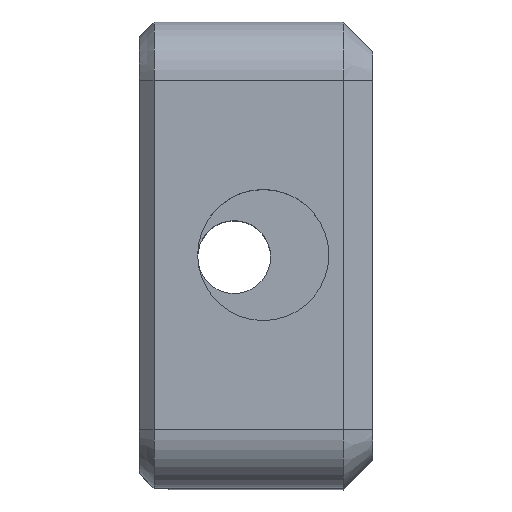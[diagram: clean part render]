
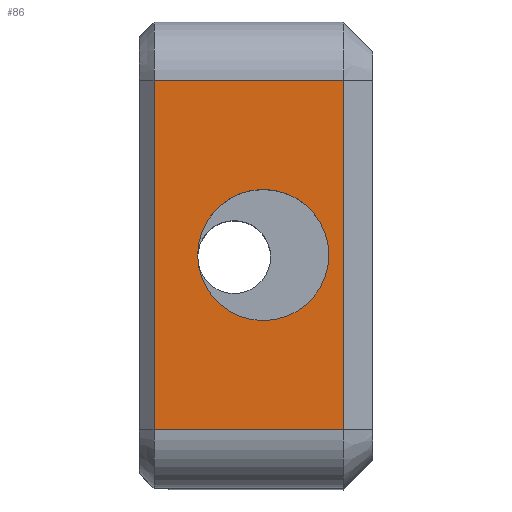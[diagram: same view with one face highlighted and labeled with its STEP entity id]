
A CAD part, top view. The second image highlights one B-rep face of the part: STEP entity #86.
In plain terms, the highlighted planar face has unit normal (0, 0, 1).
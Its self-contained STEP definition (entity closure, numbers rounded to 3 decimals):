
#86=ADVANCED_FACE('',(#145,#146),#147,.F.);
#145=FACE_BOUND('',#240,.T.);
#146=FACE_OUTER_BOUND('',#241,.T.);
#147=PLANE('',#242);
#240=EDGE_LOOP('',(#418));
#241=EDGE_LOOP('',(#419,#420,#421,#422));
#242=AXIS2_PLACEMENT_3D('',#423,#424,#425);
#418=ORIENTED_EDGE('',*,*,#680,.T.);
#419=ORIENTED_EDGE('',*,*,#730,.T.);
#420=ORIENTED_EDGE('',*,*,#673,.T.);
#421=ORIENTED_EDGE('',*,*,#731,.T.);
#422=ORIENTED_EDGE('',*,*,#732,.T.);
#423=CARTESIAN_POINT('',(0.,-16.,1.435));
#424=DIRECTION('',(0.0,0.0,-1.0));
#425=DIRECTION('',(0.0,-1.0,0.0));
#673=EDGE_CURVE('',#785,#790,#792,.T.);
#680=EDGE_CURVE('',#803,#803,#804,.T.);
#730=EDGE_CURVE('',#898,#785,#899,.F.);
#731=EDGE_CURVE('',#790,#900,#901,.T.);
#732=EDGE_CURVE('',#900,#898,#902,.T.);
#785=VERTEX_POINT('',#970);
#790=VERTEX_POINT('',#977);
#792=LINE('',#980,#981);
#803=VERTEX_POINT('',#996);
#804=CIRCLE('',#997,4.5);
#898=VERTEX_POINT('',#1122);
#899=LINE('',#1123,#1124);
#900=VERTEX_POINT('',#1125);
#901=LINE('',#1126,#1127);
#902=LINE('',#1128,#1129);
#970=CARTESIAN_POINT('',(1.,12.,1.435));
#977=CARTESIAN_POINT('',(1.,-12.,1.435));
#980=CARTESIAN_POINT('',(1.,-16.,1.435));
#981=VECTOR('',#1229,1.0);
#996=CARTESIAN_POINT('',(13.0,0.0,1.435));
#997=AXIS2_PLACEMENT_3D('',#1240,#1241,#1242);
#1122=CARTESIAN_POINT('',(14.,12.,1.435));
#1123=CARTESIAN_POINT('',(0.,12.,1.435));
#1124=VECTOR('',#1328,1.0);
#1125=CARTESIAN_POINT('',(14.,-12.,1.435));
#1126=CARTESIAN_POINT('',(16.0,-12.,1.435));
#1127=VECTOR('',#1329,1.0);
#1128=CARTESIAN_POINT('',(14.,-16.,1.435));
#1129=VECTOR('',#1330,1.0);
#1229=DIRECTION('',(0.0,-1.0,0.0));
#1240=CARTESIAN_POINT('',(8.5,0.0,1.435));
#1241=DIRECTION('',(0.0,0.0,-1.0));
#1242=DIRECTION('',(1.0,0.0,0.0));
#1328=DIRECTION('',(1.0,0.0,0.0));
#1329=DIRECTION('',(1.0,0.0,0.0));
#1330=DIRECTION('',(0.0,1.0,0.0));
